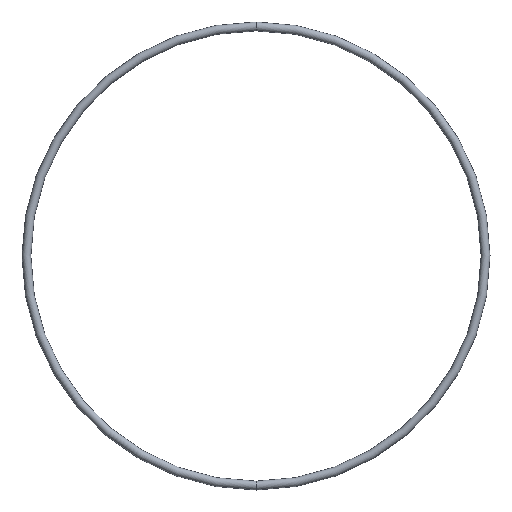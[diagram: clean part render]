
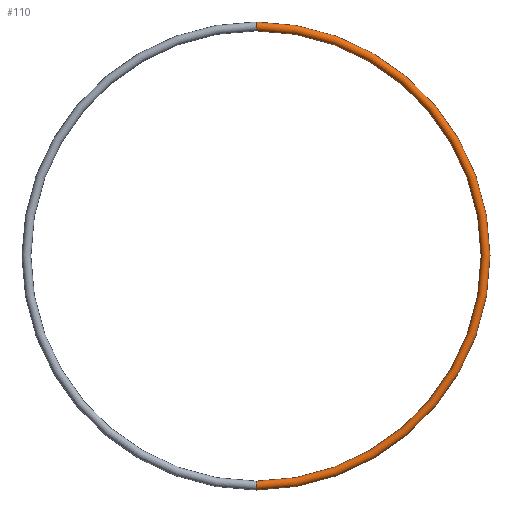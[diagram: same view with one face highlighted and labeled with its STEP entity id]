
A CAD part, front view. The second image highlights one B-rep face of the part: STEP entity #110.
In plain terms, the highlighted toroidal (fillet/blend) face has major radius 103.5 mm and minor radius 2 mm.
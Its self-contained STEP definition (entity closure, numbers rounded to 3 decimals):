
#4 = DIRECTION ( 'NONE',  ( 0., 1., 0. ) ) ;
#7 = DIRECTION ( 'NONE',  ( 0., 0., 1. ) ) ;
#13 = DIRECTION ( 'NONE',  ( 0., 0., 1. ) ) ;
#14 = CARTESIAN_POINT ( 'NONE',  ( 0., 2., 0. ) ) ;
#16 = DIRECTION ( 'NONE',  ( 0., 1., 0. ) ) ;
#23 = CIRCLE ( 'NONE', #90, 105.5 ) ;
#25 = EDGE_CURVE ( 'NONE', #101, #127, #23, .T. ) ;
#26 = CARTESIAN_POINT ( 'NONE',  ( 0., 2., 0. ) ) ;
#33 = ORIENTED_EDGE ( 'NONE', *, *, #119, .T. ) ;
#34 = AXIS2_PLACEMENT_3D ( 'NONE', #26, #16, #7 ) ;
#35 = ORIENTED_EDGE ( 'NONE', *, *, #25, .F. ) ;
#42 = DIRECTION ( 'NONE',  ( 0., 0., 1. ) ) ;
#44 = CARTESIAN_POINT ( 'NONE',  ( 0., 2., 105.5 ) ) ;
#46 = CARTESIAN_POINT ( 'NONE',  ( 0., 2., -105.5 ) ) ;
#53 = CARTESIAN_POINT ( 'NONE',  ( 0., 2., 0. ) ) ;
#57 = AXIS2_PLACEMENT_3D ( 'NONE', #14, #91, #105 ) ;
#65 = ORIENTED_EDGE ( 'NONE', *, *, #133, .F. ) ;
#71 = CIRCLE ( 'NONE', #122, 2. ) ;
#74 = CIRCLE ( 'NONE', #87, 2. ) ;
#83 = DIRECTION ( 'NONE',  ( 0., 0., -1. ) ) ;
#87 = AXIS2_PLACEMENT_3D ( 'NONE', #129, #130, #83 ) ;
#90 = AXIS2_PLACEMENT_3D ( 'NONE', #53, #4, #42 ) ;
#91 = DIRECTION ( 'NONE',  ( 0., 1., 0. ) ) ;
#97 = EDGE_LOOP ( 'NONE', ( #35, #65, #33, #111 ) ) ;
#98 = TOROIDAL_SURFACE ( 'NONE', #57, 103.5, 2. ) ;
#101 = VERTEX_POINT ( 'NONE', #44 ) ;
#104 = CARTESIAN_POINT ( 'NONE',  ( 0., 2., 101.5 ) ) ;
#105 = DIRECTION ( 'NONE',  ( 0., 0., 1. ) ) ;
#106 = FACE_OUTER_BOUND ( 'NONE', #97, .T. ) ;
#110 = ADVANCED_FACE ( 'NONE', ( #106 ), #98, .T. ) ;
#111 = ORIENTED_EDGE ( 'NONE', *, *, #136, .T. ) ;
#112 = VERTEX_POINT ( 'NONE', #104 ) ;
#113 = VERTEX_POINT ( 'NONE', #139 ) ;
#116 = CARTESIAN_POINT ( 'NONE',  ( 0., 2., 103.5 ) ) ;
#117 = DIRECTION ( 'NONE',  ( -1., 0., 0. ) ) ;
#119 = EDGE_CURVE ( 'NONE', #112, #113, #143, .T. ) ;
#122 = AXIS2_PLACEMENT_3D ( 'NONE', #116, #117, #13 ) ;
#127 = VERTEX_POINT ( 'NONE', #46 ) ;
#129 = CARTESIAN_POINT ( 'NONE',  ( 0., 2., -103.5 ) ) ;
#130 = DIRECTION ( 'NONE',  ( 1., 0., 0. ) ) ;
#133 = EDGE_CURVE ( 'NONE', #112, #101, #71, .T. ) ;
#136 = EDGE_CURVE ( 'NONE', #113, #127, #74, .T. ) ;
#139 = CARTESIAN_POINT ( 'NONE',  ( 0., 2., -101.5 ) ) ;
#143 = CIRCLE ( 'NONE', #34, 101.5 ) ;
